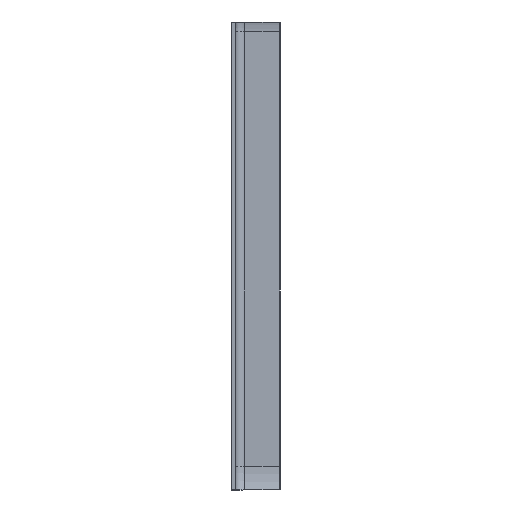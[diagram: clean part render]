
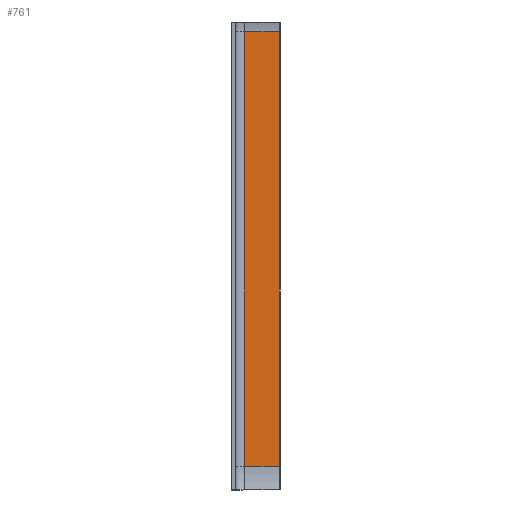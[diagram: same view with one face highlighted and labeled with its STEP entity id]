
A CAD part, left-side view. The second image highlights one B-rep face of the part: STEP entity #761.
In plain terms, the highlighted planar face has unit normal (-1, 0, 0).
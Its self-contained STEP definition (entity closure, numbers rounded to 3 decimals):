
#14 = ORIENTED_EDGE ( 'NONE', *, *, #756, .F. ) ;
#18 = ORIENTED_EDGE ( 'NONE', *, *, #769, .T. ) ;
#25 = ORIENTED_EDGE ( 'NONE', *, *, #707, .T. ) ;
#47 = ORIENTED_EDGE ( 'NONE', *, *, #763, .T. ) ;
#150 = EDGE_LOOP ( 'NONE', ( #25, #47, #14, #18 ) ) ;
#160 = CARTESIAN_POINT ( 'NONE',  ( 207., 356., -270. ) ) ;
#165 = CARTESIAN_POINT ( 'NONE',  ( 207., 388., -270. ) ) ;
#169 = CARTESIAN_POINT ( 'NONE',  ( 207., 356., 128.887 ) ) ;
#170 = VERTEX_POINT ( 'NONE', #160 ) ;
#191 = VERTEX_POINT ( 'NONE', #165 ) ;
#198 = VERTEX_POINT ( 'NONE', #169 ) ;
#205 = VERTEX_POINT ( 'NONE', #243 ) ;
#243 = CARTESIAN_POINT ( 'NONE',  ( 207., 388., 128.887 ) ) ;
#275 = DIRECTION ( 'NONE',  ( 0., -1., 0. ) ) ;
#294 = CARTESIAN_POINT ( 'NONE',  ( 207., 1064.822, -270. ) ) ;
#297 = LINE ( 'NONE', #294, #846 ) ;
#513 = DIRECTION ( 'NONE',  ( 0., 0., -1. ) ) ;
#529 = FACE_OUTER_BOUND ( 'NONE', #150, .T. ) ;
#533 = PLANE ( 'NONE',  #892 ) ;
#536 = CARTESIAN_POINT ( 'NONE',  ( 207., 1064.822, 128.887 ) ) ;
#543 = LINE ( 'NONE', #577, #864 ) ;
#547 = CARTESIAN_POINT ( 'NONE',  ( 207., 1064.822, 128.887 ) ) ;
#551 = DIRECTION ( 'NONE',  ( 0., -1., 0. ) ) ;
#552 = DIRECTION ( 'NONE',  ( 1., 0., 0. ) ) ;
#554 = LINE ( 'NONE', #536, #873 ) ;
#575 = LINE ( 'NONE', #592, #880 ) ;
#577 = CARTESIAN_POINT ( 'NONE',  ( 207., 356., 128.887 ) ) ;
#592 = CARTESIAN_POINT ( 'NONE',  ( 207., 388., -270. ) ) ;
#599 = DIRECTION ( 'NONE',  ( 0., 0., -1. ) ) ;
#600 = DIRECTION ( 'NONE',  ( 0., 0., 1. ) ) ;
#707 = EDGE_CURVE ( 'NONE', #191, #170, #297, .T. ) ;
#756 = EDGE_CURVE ( 'NONE', #205, #198, #554, .T. ) ;
#761 = ADVANCED_FACE ( 'NONE', ( #529 ), #533, .F. ) ;
#763 = EDGE_CURVE ( 'NONE', #170, #198, #543, .T. ) ;
#769 = EDGE_CURVE ( 'NONE', #205, #191, #575, .T. ) ;
#846 = VECTOR ( 'NONE', #275, 1000. ) ;
#864 = VECTOR ( 'NONE', #600, 1000. ) ;
#873 = VECTOR ( 'NONE', #551, 1000. ) ;
#880 = VECTOR ( 'NONE', #599, 1000. ) ;
#892 = AXIS2_PLACEMENT_3D ( 'NONE', #547, #552, #513 ) ;
